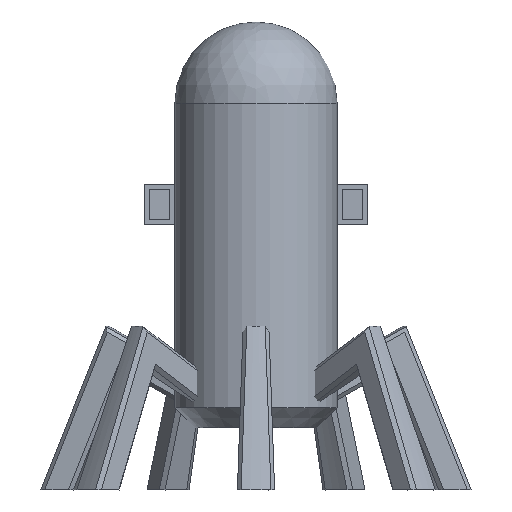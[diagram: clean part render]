
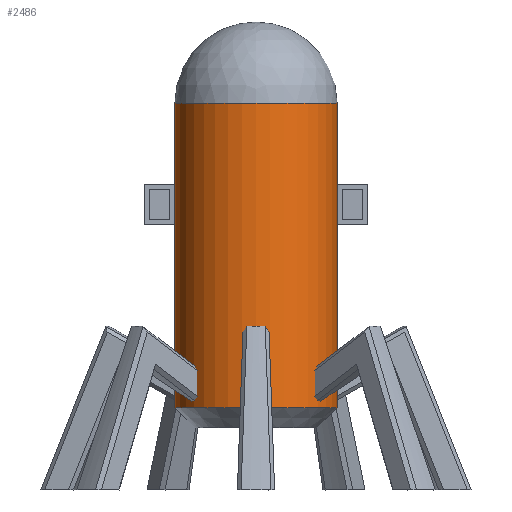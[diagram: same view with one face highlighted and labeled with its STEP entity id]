
A CAD part, left-side view. The second image highlights one B-rep face of the part: STEP entity #2486.
In plain terms, the highlighted cylindrical face has radius 400 mm (diameter 800 mm), a full revolution.
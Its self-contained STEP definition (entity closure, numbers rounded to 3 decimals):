
#70=B_SPLINE_CURVE_WITH_KNOTS('',3,(#3274,#3275,#3276,#3277,#3278,#3279,
#3280,#3281,#3282,#3283,#3284,#3285,#3286,#3287,#3288,#3289,#3290,#3291,
#3292,#3293,#3294,#3295,#3296,#3297,#3298,#3299,#3300,#3301,#3302,#3303,
#3304,#3305,#3306,#3307,#3308,#3309,#3310,#3311,#3312,#3313,#3314,#3315,
#3316,#3317,#3318,#3319,#3320,#3321,#3322,#3323,#3324,#3325,#3326,#3327,
#3328,#3329,#3330,#3331,#3332,#3333,#3334,#3335,#3336,#3337,#3338,#3339),
 .UNSPECIFIED.,.T.,.F.,(4,2,2,2,2,2,2,2,2,2,2,2,2,2,2,2,2,2,2,2,2,2,2,2,
2,2,2,2,2,2,2,2,4),(0.,0.706,1.413,2.119,
2.826,3.564,4.303,5.041,5.78,
6.504,7.228,7.953,8.677,9.382,
10.087,10.791,11.496,12.201,12.906,
13.611,14.316,15.04,15.764,16.489,
17.213,17.951,18.69,19.428,20.167,
20.873,21.58,22.286,22.993),
 .UNSPECIFIED.);
#400=FACE_BOUND('',#663,.T.);
#504=FACE_OUTER_BOUND('',#662,.T.);
#662=EDGE_LOOP('',(#1722,#1723,#1724,#1725,#1726,#1727));
#663=EDGE_LOOP('',(#1728));
#818=LINE('',#3269,#903);
#903=VECTOR('',#2868,400.);
#991=CIRCLE('',#2676,400.);
#992=CIRCLE('',#2677,400.);
#993=CIRCLE('',#2679,400.);
#994=CIRCLE('',#2680,400.);
#1053=VERTEX_POINT('',#3262);
#1054=VERTEX_POINT('',#3264);
#1055=VERTEX_POINT('',#3268);
#1056=VERTEX_POINT('',#3270);
#1057=VERTEX_POINT('',#3273);
#1321=EDGE_CURVE('',#1053,#1054,#991,.T.);
#1322=EDGE_CURVE('',#1054,#1053,#992,.T.);
#1323=EDGE_CURVE('',#1054,#1055,#818,.T.);
#1324=EDGE_CURVE('',#1055,#1056,#993,.T.);
#1325=EDGE_CURVE('',#1056,#1055,#994,.T.);
#1326=EDGE_CURVE('',#1057,#1057,#70,.T.);
#1722=ORIENTED_EDGE('',*,*,#1321,.F.);
#1723=ORIENTED_EDGE('',*,*,#1322,.F.);
#1724=ORIENTED_EDGE('',*,*,#1323,.T.);
#1725=ORIENTED_EDGE('',*,*,#1324,.T.);
#1726=ORIENTED_EDGE('',*,*,#1325,.T.);
#1727=ORIENTED_EDGE('',*,*,#1323,.F.);
#1728=ORIENTED_EDGE('',*,*,#1326,.T.);
#2472=CYLINDRICAL_SURFACE('',#2678,400.);
#2486=ADVANCED_FACE('',(#504,#400),#2472,.T.);
#2676=AXIS2_PLACEMENT_3D('',#3265,#2862,#2863);
#2677=AXIS2_PLACEMENT_3D('',#3266,#2864,#2865);
#2678=AXIS2_PLACEMENT_3D('',#3267,#2866,#2867);
#2679=AXIS2_PLACEMENT_3D('',#3271,#2869,#2870);
#2680=AXIS2_PLACEMENT_3D('',#3272,#2871,#2872);
#2862=DIRECTION('center_axis',(0.,0.,-1.));
#2863=DIRECTION('ref_axis',(0.,-1.,0.));
#2864=DIRECTION('center_axis',(0.,0.,-1.));
#2865=DIRECTION('ref_axis',(0.,-1.,0.));
#2866=DIRECTION('center_axis',(0.,0.,-1.));
#2867=DIRECTION('ref_axis',(0.,1.,0.));
#2868=DIRECTION('',(0.,0.,1.));
#2869=DIRECTION('center_axis',(0.,0.,-1.));
#2870=DIRECTION('ref_axis',(1.,0.,0.));
#2871=DIRECTION('center_axis',(0.,0.,-1.));
#2872=DIRECTION('ref_axis',(1.,0.,0.));
#3262=CARTESIAN_POINT('',(0.,400.,100.));
#3264=CARTESIAN_POINT('',(0.,-400.,100.));
#3265=CARTESIAN_POINT('Origin',(0.,0.,100.));
#3266=CARTESIAN_POINT('Origin',(0.,0.,100.));
#3267=CARTESIAN_POINT('Origin',(0.,0.,800.));
#3268=CARTESIAN_POINT('',(0.,-400.,1600.));
#3269=CARTESIAN_POINT('',(0.,-400.,800.));
#3270=CARTESIAN_POINT('',(-400.,0.,1600.));
#3271=CARTESIAN_POINT('Origin',(0.,0.,1600.));
#3272=CARTESIAN_POINT('Origin',(0.,0.,1600.));
#3273=CARTESIAN_POINT('',(375.624,137.5,1500.));
#3274=CARTESIAN_POINT('Ctrl Pts',(375.624,137.5,1500.));
#3275=CARTESIAN_POINT('Ctrl Pts',(375.624,137.5,1497.645));
#3276=CARTESIAN_POINT('Ctrl Pts',(375.707,137.275,1495.215));
#3277=CARTESIAN_POINT('Ctrl Pts',(376.05,136.332,1490.395));
#3278=CARTESIAN_POINT('Ctrl Pts',(376.31,135.615,1488.003));
#3279=CARTESIAN_POINT('Ctrl Pts',(376.984,133.731,1483.429));
#3280=CARTESIAN_POINT('Ctrl Pts',(377.398,132.561,1481.241));
#3281=CARTESIAN_POINT('Ctrl Pts',(378.331,129.874,1477.204));
#3282=CARTESIAN_POINT('Ctrl Pts',(378.85,128.357,1475.354));
#3283=CARTESIAN_POINT('Ctrl Pts',(379.948,125.07,1472.009));
#3284=CARTESIAN_POINT('Ctrl Pts',(380.569,123.174,1470.412));
#3285=CARTESIAN_POINT('Ctrl Pts',(381.88,119.046,1467.6));
#3286=CARTESIAN_POINT('Ctrl Pts',(382.57,116.815,1466.387));
#3287=CARTESIAN_POINT('Ctrl Pts',(383.961,112.16,1464.437));
#3288=CARTESIAN_POINT('Ctrl Pts',(384.663,109.732,1463.699));
#3289=CARTESIAN_POINT('Ctrl Pts',(386.024,104.844,1462.731));
#3290=CARTESIAN_POINT('Ctrl Pts',(386.683,102.384,1462.5));
#3291=CARTESIAN_POINT('Ctrl Pts',(387.902,97.663,1462.5));
#3292=CARTESIAN_POINT('Ctrl Pts',(388.505,95.237,1462.722));
#3293=CARTESIAN_POINT('Ctrl Pts',(389.66,90.396,1463.667));
#3294=CARTESIAN_POINT('Ctrl Pts',(390.211,87.981,1464.389));
#3295=CARTESIAN_POINT('Ctrl Pts',(391.229,83.338,1466.311));
#3296=CARTESIAN_POINT('Ctrl Pts',(391.697,81.105,1467.512));
#3297=CARTESIAN_POINT('Ctrl Pts',(392.531,76.969,1470.301));
#3298=CARTESIAN_POINT('Ctrl Pts',(392.897,75.066,1471.889));
#3299=CARTESIAN_POINT('Ctrl Pts',(393.518,71.739,1475.241));
#3300=CARTESIAN_POINT('Ctrl Pts',(393.795,70.195,1477.111));
#3301=CARTESIAN_POINT('Ctrl Pts',(394.271,67.469,1481.185));
#3302=CARTESIAN_POINT('Ctrl Pts',(394.47,66.287,1483.39));
#3303=CARTESIAN_POINT('Ctrl Pts',(394.785,64.388,1487.991));
#3304=CARTESIAN_POINT('Ctrl Pts',(394.901,63.668,1490.392));
#3305=CARTESIAN_POINT('Ctrl Pts',(395.052,62.724,1495.221));
#3306=CARTESIAN_POINT('Ctrl Pts',(395.087,62.5,1497.65));
#3307=CARTESIAN_POINT('Ctrl Pts',(395.087,62.5,1502.35));
#3308=CARTESIAN_POINT('Ctrl Pts',(395.052,62.724,1504.779));
#3309=CARTESIAN_POINT('Ctrl Pts',(394.901,63.668,1509.608));
#3310=CARTESIAN_POINT('Ctrl Pts',(394.785,64.388,1512.009));
#3311=CARTESIAN_POINT('Ctrl Pts',(394.47,66.287,1516.61));
#3312=CARTESIAN_POINT('Ctrl Pts',(394.271,67.469,1518.815));
#3313=CARTESIAN_POINT('Ctrl Pts',(393.795,70.195,1522.889));
#3314=CARTESIAN_POINT('Ctrl Pts',(393.518,71.739,1524.759));
#3315=CARTESIAN_POINT('Ctrl Pts',(392.897,75.066,1528.111));
#3316=CARTESIAN_POINT('Ctrl Pts',(392.531,76.969,1529.699));
#3317=CARTESIAN_POINT('Ctrl Pts',(391.697,81.105,1532.488));
#3318=CARTESIAN_POINT('Ctrl Pts',(391.229,83.338,1533.689));
#3319=CARTESIAN_POINT('Ctrl Pts',(390.211,87.981,1535.611));
#3320=CARTESIAN_POINT('Ctrl Pts',(389.66,90.396,1536.333));
#3321=CARTESIAN_POINT('Ctrl Pts',(388.505,95.237,1537.278));
#3322=CARTESIAN_POINT('Ctrl Pts',(387.902,97.663,1537.5));
#3323=CARTESIAN_POINT('Ctrl Pts',(386.683,102.384,1537.5));
#3324=CARTESIAN_POINT('Ctrl Pts',(386.024,104.844,1537.269));
#3325=CARTESIAN_POINT('Ctrl Pts',(384.663,109.732,1536.301));
#3326=CARTESIAN_POINT('Ctrl Pts',(383.961,112.16,1535.563));
#3327=CARTESIAN_POINT('Ctrl Pts',(382.57,116.815,1533.613));
#3328=CARTESIAN_POINT('Ctrl Pts',(381.88,119.046,1532.4));
#3329=CARTESIAN_POINT('Ctrl Pts',(380.569,123.174,1529.588));
#3330=CARTESIAN_POINT('Ctrl Pts',(379.948,125.07,1527.991));
#3331=CARTESIAN_POINT('Ctrl Pts',(378.85,128.357,1524.646));
#3332=CARTESIAN_POINT('Ctrl Pts',(378.331,129.874,1522.796));
#3333=CARTESIAN_POINT('Ctrl Pts',(377.398,132.561,1518.759));
#3334=CARTESIAN_POINT('Ctrl Pts',(376.984,133.731,1516.571));
#3335=CARTESIAN_POINT('Ctrl Pts',(376.31,135.615,1511.997));
#3336=CARTESIAN_POINT('Ctrl Pts',(376.05,136.332,1509.605));
#3337=CARTESIAN_POINT('Ctrl Pts',(375.707,137.275,1504.785));
#3338=CARTESIAN_POINT('Ctrl Pts',(375.624,137.5,1502.355));
#3339=CARTESIAN_POINT('Ctrl Pts',(375.624,137.5,1500.));
